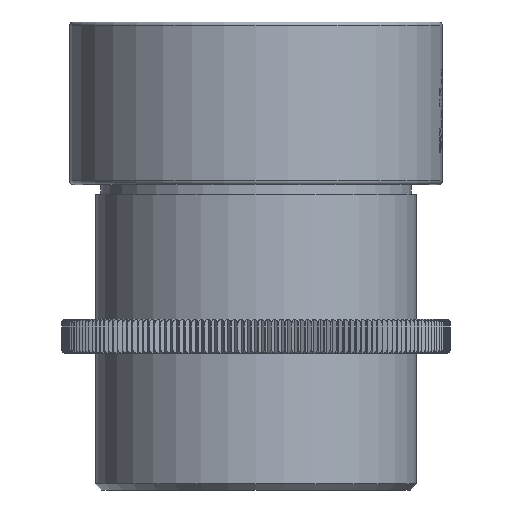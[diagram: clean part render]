
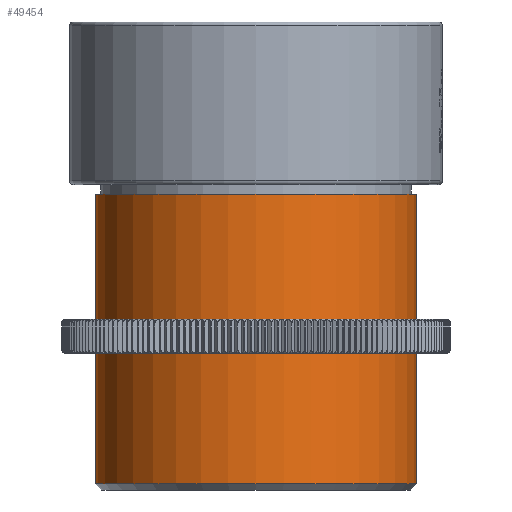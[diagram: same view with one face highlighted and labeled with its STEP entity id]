
A CAD part, front view. The second image highlights one B-rep face of the part: STEP entity #49454.
In plain terms, the highlighted cylindrical face has radius 13.145 mm (diameter 26.29 mm), a partial arc.
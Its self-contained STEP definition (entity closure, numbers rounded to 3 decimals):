
#1781 = EDGE_CURVE ( 'NONE', #46269, #4439, #33577, .T. ) ;
#1990 = FACE_OUTER_BOUND ( 'NONE', #18254, .T. ) ;
#4439 = VERTEX_POINT ( 'NONE', #45557 ) ;
#5660 = CARTESIAN_POINT ( 'NONE',  ( -9.747, 9.177, -18.65 ) ) ;
#7142 = DIRECTION ( 'NONE',  ( 0., 0., -1. ) ) ;
#9677 = DIRECTION ( 'NONE',  ( -1., 0., 0. ) ) ;
#11496 = CARTESIAN_POINT ( 'NONE',  ( 3.398, 9.177, -18.65 ) ) ;
#11759 = DIRECTION ( 'NONE',  ( 0., 0., -1. ) ) ;
#12135 = VECTOR ( 'NONE', #30842, 1000. ) ;
#13295 = ORIENTED_EDGE ( 'NONE', *, *, #1781, .T. ) ;
#13423 = DIRECTION ( 'NONE',  ( 0., 0., 1. ) ) ;
#14196 = AXIS2_PLACEMENT_3D ( 'NONE', #35097, #21619, #47999 ) ;
#14544 = EDGE_CURVE ( 'NONE', #4439, #45034, #51975, .T. ) ;
#14564 = ORIENTED_EDGE ( 'NONE', *, *, #34060, .F. ) ;
#16883 = CARTESIAN_POINT ( 'NONE',  ( -22.892, 9.177, 5.05 ) ) ;
#18254 = EDGE_LOOP ( 'NONE', ( #14564, #56105, #13295, #55683 ) ) ;
#21619 = DIRECTION ( 'NONE',  ( 0., 0., -1. ) ) ;
#24132 = CARTESIAN_POINT ( 'NONE',  ( -22.892, 9.177, -19.15 ) ) ;
#24574 = VERTEX_POINT ( 'NONE', #54039 ) ;
#27612 = VECTOR ( 'NONE', #11759, 1000. ) ;
#30563 = CARTESIAN_POINT ( 'NONE',  ( 3.398, 9.177, -19.15 ) ) ;
#30842 = DIRECTION ( 'NONE',  ( 0., 0., -1. ) ) ;
#31619 = CIRCLE ( 'NONE', #14196, 13.145 ) ;
#33577 = LINE ( 'NONE', #24132, #27612 ) ;
#34060 = EDGE_CURVE ( 'NONE', #24574, #45034, #48893, .T. ) ;
#35097 = CARTESIAN_POINT ( 'NONE',  ( -9.747, 9.177, 5.05 ) ) ;
#36438 = DIRECTION ( 'NONE',  ( -1., 0., 0. ) ) ;
#37282 = CYLINDRICAL_SURFACE ( 'NONE', #42294, 13.145 ) ;
#39998 = EDGE_CURVE ( 'NONE', #24574, #46269, #31619, .T. ) ;
#40051 = AXIS2_PLACEMENT_3D ( 'NONE', #5660, #13423, #9677 ) ;
#42294 = AXIS2_PLACEMENT_3D ( 'NONE', #45595, #7142, #36438 ) ;
#45034 = VERTEX_POINT ( 'NONE', #11496 ) ;
#45557 = CARTESIAN_POINT ( 'NONE',  ( -22.892, 9.177, -18.65 ) ) ;
#45595 = CARTESIAN_POINT ( 'NONE',  ( -9.747, 9.177, -19.15 ) ) ;
#46269 = VERTEX_POINT ( 'NONE', #16883 ) ;
#47999 = DIRECTION ( 'NONE',  ( -1., 0., 0. ) ) ;
#48893 = LINE ( 'NONE', #30563, #12135 ) ;
#49454 = ADVANCED_FACE ( 'NONE', ( #1990 ), #37282, .T. ) ;
#51975 = CIRCLE ( 'NONE', #40051, 13.145 ) ;
#54039 = CARTESIAN_POINT ( 'NONE',  ( 3.398, 9.177, 5.05 ) ) ;
#55683 = ORIENTED_EDGE ( 'NONE', *, *, #14544, .T. ) ;
#56105 = ORIENTED_EDGE ( 'NONE', *, *, #39998, .T. ) ;
